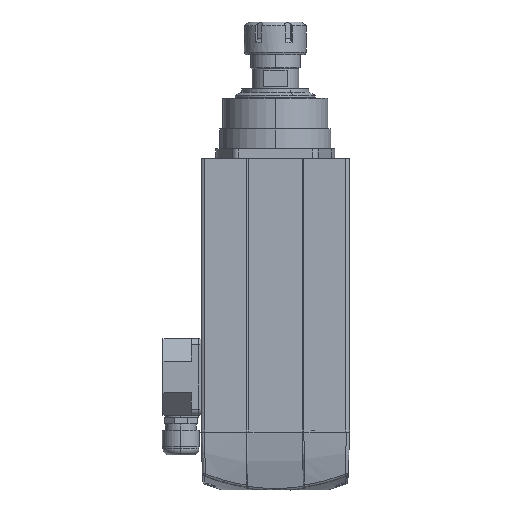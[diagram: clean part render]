
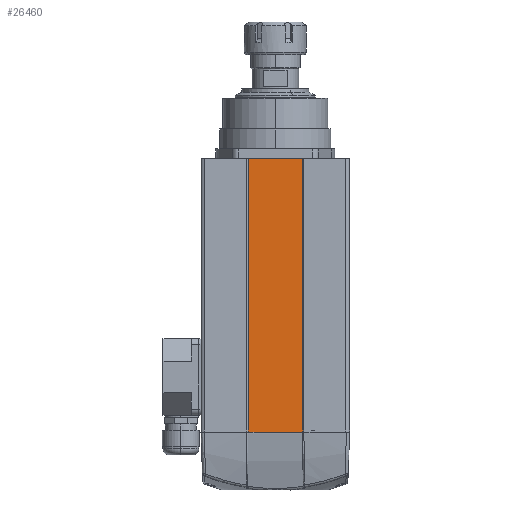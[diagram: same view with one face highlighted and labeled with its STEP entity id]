
A CAD part, left-side view. The second image highlights one B-rep face of the part: STEP entity #26460.
In plain terms, the highlighted planar face has unit normal (-1, 0, 0).
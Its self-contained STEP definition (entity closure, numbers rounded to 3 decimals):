
#127 = ORIENTED_EDGE ( 'NONE', *, *, #22995, .F. ) ;
#148 = LINE ( 'NONE', #5966, #1775 ) ;
#540 = FACE_OUTER_BOUND ( 'NONE', #25484, .T. ) ;
#1038 = VERTEX_POINT ( 'NONE', #5683 ) ;
#1443 = PLANE ( 'NONE',  #18175 ) ;
#1775 = VECTOR ( 'NONE', #14126, 1000. ) ;
#2918 = EDGE_CURVE ( 'NONE', #10889, #1038, #148, .T. ) ;
#3512 = DIRECTION ( 'NONE',  ( 1., 0., 0. ) ) ;
#3640 = LINE ( 'NONE', #25375, #8430 ) ;
#5327 = VECTOR ( 'NONE', #19685, 1000. ) ;
#5683 = CARTESIAN_POINT ( 'NONE',  ( -11419.438, -7642.289, 0. ) ) ;
#5966 = CARTESIAN_POINT ( 'NONE',  ( -11419.438, 0., 0. ) ) ;
#8430 = VECTOR ( 'NONE', #13137, 1000. ) ;
#8777 = VECTOR ( 'NONE', #15274, 1000. ) ;
#9700 = DIRECTION ( 'NONE',  ( 0., 0., -1. ) ) ;
#10889 = VERTEX_POINT ( 'NONE', #25666 ) ;
#10892 = CARTESIAN_POINT ( 'NONE',  ( -11419.438, -7642.289, 221. ) ) ;
#11243 = CARTESIAN_POINT ( 'NONE',  ( -11419.438, -7598.289, 221. ) ) ;
#11772 = CARTESIAN_POINT ( 'NONE',  ( -11419.438, 0., 221. ) ) ;
#13137 = DIRECTION ( 'NONE',  ( 0., 0., -1. ) ) ;
#14126 = DIRECTION ( 'NONE',  ( 0., -1., 0. ) ) ;
#14284 = LINE ( 'NONE', #14908, #8777 ) ;
#14618 = ORIENTED_EDGE ( 'NONE', *, *, #15077, .T. ) ;
#14860 = VERTEX_POINT ( 'NONE', #10892 ) ;
#14908 = CARTESIAN_POINT ( 'NONE',  ( -11419.438, 0., 221. ) ) ;
#15077 = EDGE_CURVE ( 'NONE', #23546, #10889, #25925, .T. ) ;
#15274 = DIRECTION ( 'NONE',  ( 0., -1., 0. ) ) ;
#16649 = ORIENTED_EDGE ( 'NONE', *, *, #23593, .F. ) ;
#18175 = AXIS2_PLACEMENT_3D ( 'NONE', #11772, #3512, #9700 ) ;
#19602 = CARTESIAN_POINT ( 'NONE',  ( -11419.438, -7598.289, 221. ) ) ;
#19685 = DIRECTION ( 'NONE',  ( 0., 0., -1. ) ) ;
#22995 = EDGE_CURVE ( 'NONE', #23546, #14860, #14284, .T. ) ;
#23043 = ORIENTED_EDGE ( 'NONE', *, *, #2918, .T. ) ;
#23546 = VERTEX_POINT ( 'NONE', #11243 ) ;
#23593 = EDGE_CURVE ( 'NONE', #14860, #1038, #3640, .T. ) ;
#25375 = CARTESIAN_POINT ( 'NONE',  ( -11419.438, -7642.289, 221. ) ) ;
#25484 = EDGE_LOOP ( 'NONE', ( #23043, #16649, #127, #14618 ) ) ;
#25666 = CARTESIAN_POINT ( 'NONE',  ( -11419.438, -7598.289, 0. ) ) ;
#25925 = LINE ( 'NONE', #19602, #5327 ) ;
#26460 = ADVANCED_FACE ( 'NONE', ( #540 ), #1443, .F. ) ;
